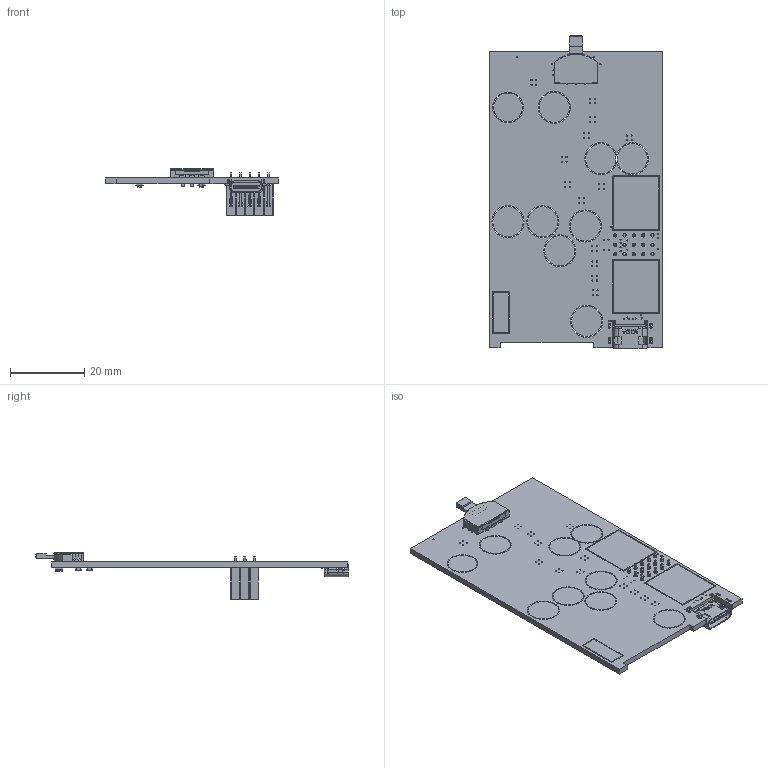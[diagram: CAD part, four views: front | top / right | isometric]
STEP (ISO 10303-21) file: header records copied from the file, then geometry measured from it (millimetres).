
FILE_DESCRIPTION(('Designed by EasyEDA Pro'),'2;1');
FILE_NAME('Open CASCADE Shape Model','2022-04-09T04:12:17',('Author'),( 'Open CASCADE'),'Open CASCADE STEP processor 7.5','Open CASCADE 7.5' ,'Unknown');
FILE_SCHEMA(('AUTOMOTIVE_DESIGN { 1 0 10303 214 1 1 1 1 }'));
Length unit declared in the file: millimetre
Products named in the file (29): PCBModel; COMPOUND; LED1; LED-SMD_4P-L2.0-W2.0-TL_WS2812B-2020; LED2; C1; C0603; SOLID; C2; C17; H2; HDR-F-2.54_1X3; H4; H5; H6; H3; USB1; USB-C-SMD_TYPEC-302-BRP16SC08; SW2; SW-SMD_TM-2022-3; R1; R0603; R2; R6
Assembly tree (37 placements, depth 4):
  PCBModel
    COMPOUND
    LED1
      LED-SMD_4P-L2.0-W2.0-TL_WS2812B-2020
        COMPOUND
    LED2
      LED-SMD_4P-L2.0-W2.0-TL_WS2812B-2020
        COMPOUND
    C1
      C0603
        SOLID
    C2
      C0603
        SOLID
    C17
      C0603
        SOLID
    H2
      HDR-F-2.54_1X3
        COMPOUND
    H4
      HDR-F-2.54_1X3
        COMPOUND
    H5
      HDR-F-2.54_1X3
        COMPOUND
    H6
      HDR-F-2.54_1X3
        COMPOUND
    H3
      HDR-F-2.54_1X3
        COMPOUND
    USB1
      USB-C-SMD_TYPEC-302-BRP16SC08
        COMPOUND
    SW2
      SW-SMD_TM-2022-3
        COMPOUND
    R1
      R0603
        SOLID
    R2
      R0603
        SOLID
    R6
      R0603
        SOLID
Bounding box: 46.75 x 84.23 x 12.55 mm (x, y, z)
Volume: 6656.1 mm3; surface area: 12074 mm2
Topology: 50 solids, 51 shells, 3706 faces, 9837 edges, 6370 vertices
Faces by surface type: plane 2289, cylinder 1033, bspline 324, sphere 48, cone 8, torus 4
Full cylindrical faces by diameter (mm): 0.2 x6, 0.3 x13, 0.305 x79, 0.889 x10, 0.914 x5, 1.3 x2
Entity records: 63859 total; most frequent: CARTESIAN_POINT 15374, ORIENTED_EDGE 8294, DIRECTION 7585, EDGE_CURVE 4147, LINE 2823, VECTOR 2823, VERTEX_POINT 2722, AXIS2_PLACEMENT_3D 2381
